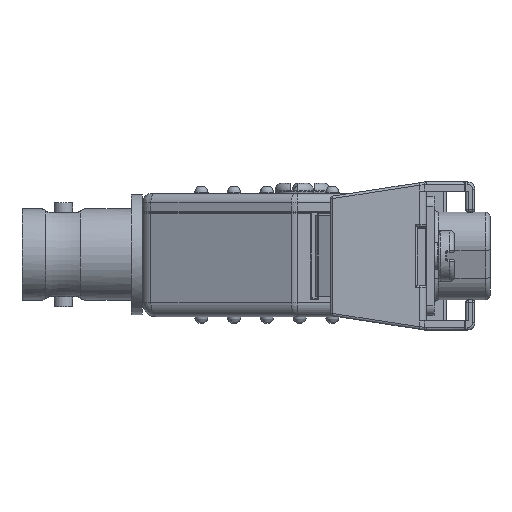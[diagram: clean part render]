
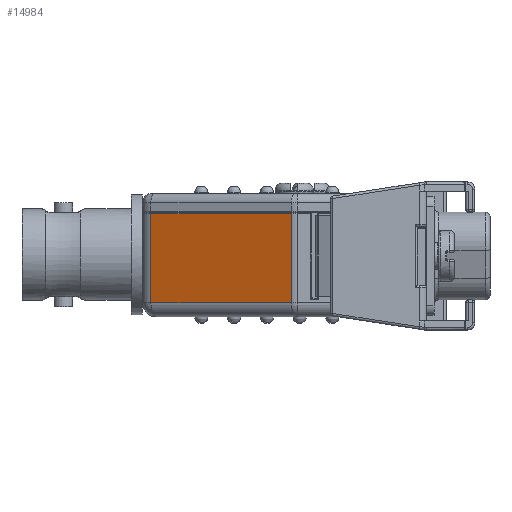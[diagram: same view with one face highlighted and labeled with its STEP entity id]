
A CAD part, left-side view. The second image highlights one B-rep face of the part: STEP entity #14984.
In plain terms, the highlighted planar face has unit normal (-0.916, 0.401, 0).
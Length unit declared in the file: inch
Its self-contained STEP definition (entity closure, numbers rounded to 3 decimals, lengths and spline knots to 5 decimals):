
#818=PLANE('',#16280);
#1390=FACE_OUTER_BOUND('',#2399,.T.);
#2399=EDGE_LOOP('',(#10814,#10815,#10816,#10817));
#3527=LINE('',#24852,#4522);
#3532=LINE('',#24895,#4527);
#3533=LINE('',#24899,#4528);
#3534=LINE('',#24900,#4529);
#4522=VECTOR('',#19239,0.3937);
#4527=VECTOR('',#19286,0.3937);
#4528=VECTOR('',#19291,0.3937);
#4529=VECTOR('',#19292,0.3937);
#6462=VERTEX_POINT('',#24842);
#6464=VERTEX_POINT('',#24848);
#6470=VERTEX_POINT('',#24894);
#6471=VERTEX_POINT('',#24898);
#8052=EDGE_CURVE('',#6462,#6464,#3527,.T.);
#8068=EDGE_CURVE('',#6464,#6470,#3532,.T.);
#8070=EDGE_CURVE('',#6471,#6462,#3533,.T.);
#8071=EDGE_CURVE('',#6470,#6471,#3534,.T.);
#10814=ORIENTED_EDGE('',*,*,#8052,.F.);
#10815=ORIENTED_EDGE('',*,*,#8070,.F.);
#10816=ORIENTED_EDGE('',*,*,#8071,.F.);
#10817=ORIENTED_EDGE('',*,*,#8068,.F.);
#14984=ADVANCED_FACE('',(#1390),#818,.T.);
#16280=AXIS2_PLACEMENT_3D('',#24897,#19289,#19290);
#19239=DIRECTION('',(-0.401,-0.916,0.));
#19286=DIRECTION('',(0.,0.,-1.));
#19289=DIRECTION('center_axis',(-0.916,0.401,0.));
#19290=DIRECTION('ref_axis',(0.,0.,
1.));
#19291=DIRECTION('',(0.,0.,1.));
#19292=DIRECTION('',(0.401,0.916,0.));
#24842=CARTESIAN_POINT('',(-0.80087,1.16097,0.17606));
#24848=CARTESIAN_POINT('',(-1.05603,0.57775,0.17606));
#24852=CARTESIAN_POINT('',(-0.9771,0.75817,0.17606));
#24894=CARTESIAN_POINT('',(-1.05603,0.57775,-0.19402));
#24895=CARTESIAN_POINT('',(-1.05603,0.57775,-0.25307));
#24897=CARTESIAN_POINT('Origin',(-1.06098,0.56643,-0.25307));
#24898=CARTESIAN_POINT('',(-0.80087,1.16097,-0.19402));
#24899=CARTESIAN_POINT('',(-0.80087,1.16097,-0.25307));
#24900=CARTESIAN_POINT('',(-0.9771,0.75817,-0.19402));
